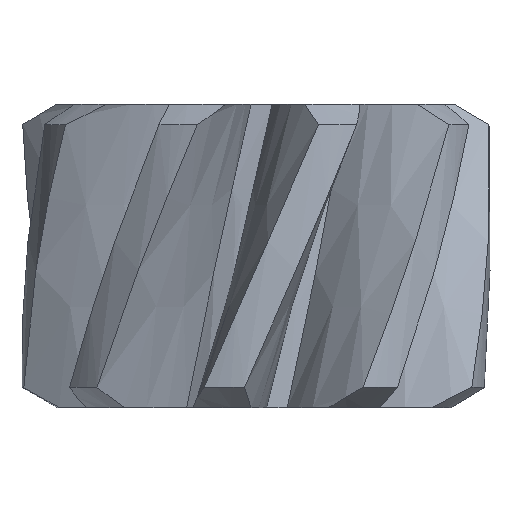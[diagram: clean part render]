
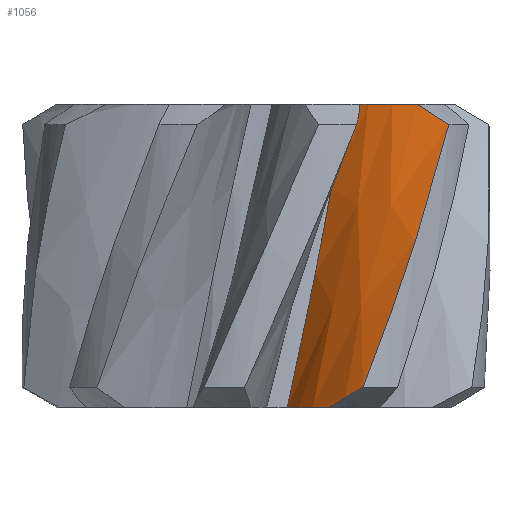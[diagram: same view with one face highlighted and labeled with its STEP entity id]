
A CAD part, left-side view. The second image highlights one B-rep face of the part: STEP entity #1056.
In plain terms, the highlighted free-form (B-spline) face has degree [3, 3] with [4, 4] control points.
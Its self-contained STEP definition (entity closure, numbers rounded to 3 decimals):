
#27=B_SPLINE_SURFACE_WITH_KNOTS('',3,3,((#2357,#2358,#2359,#2360),(#2361,
#2362,#2363,#2364),(#2365,#2366,#2367,#2368),(#2369,#2370,#2371,#2372)),
 .UNSPECIFIED.,.F.,.F.,.F.,(4,4),(4,4),(0.,0.453),(0.,0.57),
 .UNSPECIFIED.);
#49=B_SPLINE_CURVE_WITH_KNOTS('',3,(#1374,#1375,#1376,#1377),
 .UNSPECIFIED.,.F.,.F.,(4,4),(0.,0.399),.UNSPECIFIED.);
#71=B_SPLINE_CURVE_WITH_KNOTS('',3,(#1510,#1511,#1512,#1513,#1514,#1515,
#1516,#1517,#1518,#1519),.UNSPECIFIED.,.F.,.F.,(4,3,3,4),(-0.226,
-0.136,-0.043,0.),.UNSPECIFIED.);
#101=B_SPLINE_CURVE_WITH_KNOTS('',3,(#1896,#1897,#1898,#1899,#1900,#1901,
#1902,#1903,#1904,#1905),.UNSPECIFIED.,.F.,.F.,(4,3,3,4),(-0.201,
-0.109,-0.016,0.),.UNSPECIFIED.);
#115=B_SPLINE_CURVE_WITH_KNOTS('',3,(#2034,#2035,#2036,#2037),
 .UNSPECIFIED.,.F.,.F.,(4,4),(-0.532,-0.038),
 .UNSPECIFIED.);
#147=B_SPLINE_CURVE_WITH_KNOTS('',3,(#2353,#2354,#2355,#2356),
 .UNSPECIFIED.,.F.,.F.,(4,4),(0.,0.57),.UNSPECIFIED.);
#148=B_SPLINE_CURVE_WITH_KNOTS('',3,(#2373,#2374,#2375,#2376),
 .UNSPECIFIED.,.F.,.F.,(4,4),(0.144,0.453),
 .UNSPECIFIED.);
#229=FACE_OUTER_BOUND('',#291,.T.);
#291=EDGE_LOOP('',(#878,#879,#880,#881,#882,#883));
#370=VERTEX_POINT('',#1368);
#371=VERTEX_POINT('',#1373);
#403=VERTEX_POINT('',#1508);
#404=VERTEX_POINT('',#1509);
#451=VERTEX_POINT('',#1895);
#468=VERTEX_POINT('',#2348);
#488=EDGE_CURVE('',#370,#371,#49,.T.);
#522=EDGE_CURVE('',#403,#404,#71,.T.);
#576=EDGE_CURVE('',#451,#371,#101,.T.);
#593=EDGE_CURVE('',#451,#404,#115,.T.);
#625=EDGE_CURVE('',#468,#370,#147,.T.);
#626=EDGE_CURVE('',#403,#468,#148,.T.);
#878=ORIENTED_EDGE('',*,*,#522,.T.);
#879=ORIENTED_EDGE('',*,*,#593,.F.);
#880=ORIENTED_EDGE('',*,*,#576,.T.);
#881=ORIENTED_EDGE('',*,*,#488,.F.);
#882=ORIENTED_EDGE('',*,*,#625,.F.);
#883=ORIENTED_EDGE('',*,*,#626,.F.);
#1056=ADVANCED_FACE('',(#229),#27,.F.);
#1368=CARTESIAN_POINT('',(-4.026,-4.418,15.));
#1373=CARTESIAN_POINT('',(-5.774,-7.983,15.));
#1374=CARTESIAN_POINT('Ctrl Pts',(-4.026,-4.418,15.));
#1375=CARTESIAN_POINT('Ctrl Pts',(-4.788,-5.507,15.));
#1376=CARTESIAN_POINT('Ctrl Pts',(-5.378,-6.715,15.));
#1377=CARTESIAN_POINT('Ctrl Pts',(-5.773,-7.983,15.));
#1508=CARTESIAN_POINT('',(-9.169,-3.605,0.));
#1509=CARTESIAN_POINT('',(-10.3,-5.287,0.996));
#1510=CARTESIAN_POINT('Ctrl Pts',(-9.168,-3.606,0.));
#1511=CARTESIAN_POINT('Ctrl Pts',(-9.339,-3.812,0.135));
#1512=CARTESIAN_POINT('Ctrl Pts',(-9.501,-4.025,0.269));
#1513=CARTESIAN_POINT('Ctrl Pts',(-9.656,-4.244,0.401));
#1514=CARTESIAN_POINT('Ctrl Pts',(-9.816,-4.473,0.539));
#1515=CARTESIAN_POINT('Ctrl Pts',(-9.968,-4.708,0.676));
#1516=CARTESIAN_POINT('Ctrl Pts',(-10.11,-4.95,0.811));
#1517=CARTESIAN_POINT('Ctrl Pts',(-10.175,-5.061,0.873));
#1518=CARTESIAN_POINT('Ctrl Pts',(-10.239,-5.173,0.935));
#1519=CARTESIAN_POINT('Ctrl Pts',(-10.3,-5.286,0.996));
#1895=CARTESIAN_POINT('',(-6.559,-9.54,14.004));
#1896=CARTESIAN_POINT('Ctrl Pts',(-6.559,-9.54,14.004));
#1897=CARTESIAN_POINT('Ctrl Pts',(-6.449,-9.299,14.155));
#1898=CARTESIAN_POINT('Ctrl Pts',(-6.334,-9.059,14.306));
#1899=CARTESIAN_POINT('Ctrl Pts',(-6.215,-8.821,14.458));
#1900=CARTESIAN_POINT('Ctrl Pts',(-6.095,-8.581,14.611));
#1901=CARTESIAN_POINT('Ctrl Pts',(-5.97,-8.343,14.765));
#1902=CARTESIAN_POINT('Ctrl Pts',(-5.841,-8.107,14.919));
#1903=CARTESIAN_POINT('Ctrl Pts',(-5.818,-8.066,14.946));
#1904=CARTESIAN_POINT('Ctrl Pts',(-5.796,-8.025,14.973));
#1905=CARTESIAN_POINT('Ctrl Pts',(-5.773,-7.983,15.));
#2034=CARTESIAN_POINT('Ctrl Pts',(-6.559,-9.54,14.004));
#2035=CARTESIAN_POINT('Ctrl Pts',(-8.13,-8.458,9.668));
#2036=CARTESIAN_POINT('Ctrl Pts',(-9.428,-6.983,5.332));
#2037=CARTESIAN_POINT('Ctrl Pts',(-10.3,-5.286,0.996));
#2348=CARTESIAN_POINT('',(-5.774,-1.547,0.));
#2353=CARTESIAN_POINT('Ctrl Pts',(-5.774,-1.547,0.));
#2354=CARTESIAN_POINT('Ctrl Pts',(-5.48,-2.644,5.));
#2355=CARTESIAN_POINT('Ctrl Pts',(-4.866,-3.653,10.));
#2356=CARTESIAN_POINT('Ctrl Pts',(-4.026,-4.418,15.));
#2357=CARTESIAN_POINT('Ctrl Pts',(-10.493,-4.893,0.));
#2358=CARTESIAN_POINT('Ctrl Pts',(-9.563,-6.887,5.));
#2359=CARTESIAN_POINT('Ctrl Pts',(-8.052,-8.605,10.));
#2360=CARTESIAN_POINT('Ctrl Pts',(-6.193,-9.782,15.));
#2361=CARTESIAN_POINT('Ctrl Pts',(-9.2,-3.44,0.));
#2362=CARTESIAN_POINT('Ctrl Pts',(-8.546,-5.188,5.));
#2363=CARTESIAN_POINT('Ctrl Pts',(-7.382,-6.742,10.));
#2364=CARTESIAN_POINT('Ctrl Pts',(-5.889,-7.861,15.));
#2365=CARTESIAN_POINT('Ctrl Pts',(-7.573,-2.287,0.));
#2366=CARTESIAN_POINT('Ctrl Pts',(-7.138,-3.726,5.));
#2367=CARTESIAN_POINT('Ctrl Pts',(-6.283,-5.035,10.));
#2368=CARTESIAN_POINT('Ctrl Pts',(-5.141,-6.012,15.));
#2369=CARTESIAN_POINT('Ctrl Pts',(-5.774,-1.547,0.));
#2370=CARTESIAN_POINT('Ctrl Pts',(-5.48,-2.644,5.));
#2371=CARTESIAN_POINT('Ctrl Pts',(-4.866,-3.653,10.));
#2372=CARTESIAN_POINT('Ctrl Pts',(-4.026,-4.418,15.));
#2373=CARTESIAN_POINT('Ctrl Pts',(-9.168,-3.606,0.));
#2374=CARTESIAN_POINT('Ctrl Pts',(-8.151,-2.751,0.));
#2375=CARTESIAN_POINT('Ctrl Pts',(-7.003,-2.052,0.));
#2376=CARTESIAN_POINT('Ctrl Pts',(-5.774,-1.547,0.));
